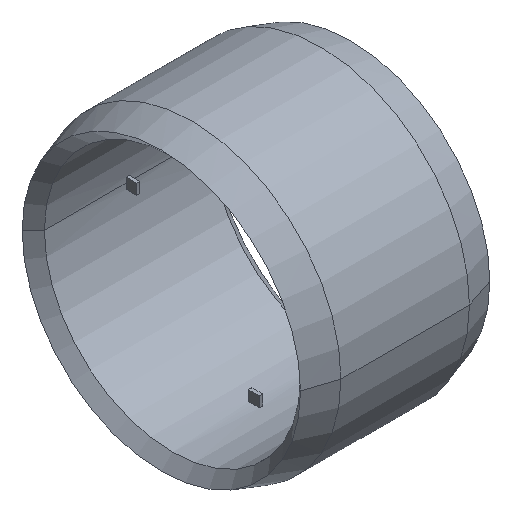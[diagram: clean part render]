
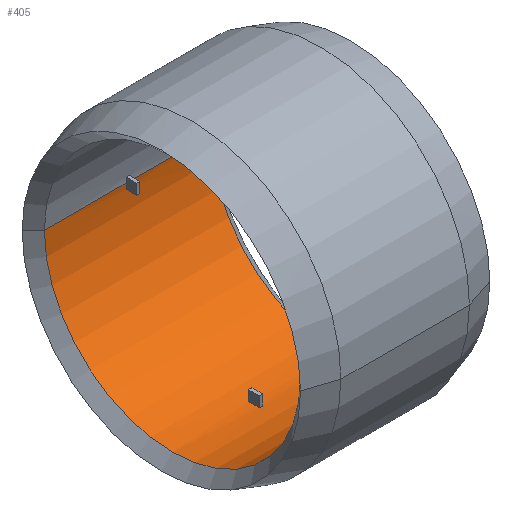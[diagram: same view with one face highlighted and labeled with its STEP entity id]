
A CAD part, isometric view. The second image highlights one B-rep face of the part: STEP entity #405.
In plain terms, the highlighted cylindrical face has radius 200 mm (diameter 400 mm), a partial arc.
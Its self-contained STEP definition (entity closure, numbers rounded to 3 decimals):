
#405 = ADVANCED_FACE( '', ( #1179, #1180 ), #1181, .F. );
#425 = VERTEX_POINT( '', #1202 );
#441 = EDGE_CURVE( '', #683, #811, #1219, .T. );
#485 = VERTEX_POINT( '', #1270 );
#487 = VERTEX_POINT( '', #1272 );
#543 = EDGE_CURVE( '', #877, #901, #1333, .T. );
#545 = EDGE_CURVE( '', #905, #971, #1335, .T. );
#555 = VERTEX_POINT( '', #1345 );
#567 = EDGE_CURVE( '', #487, #905, #1359, .T. );
#569 = EDGE_CURVE( '', #787, #485, #1361, .T. );
#587 = EDGE_CURVE( '', #913, #1069, #1380, .T. );
#639 = EDGE_CURVE( '', #1089, #971, #1443, .T. );
#683 = VERTEX_POINT( '', #1492 );
#689 = EDGE_CURVE( '', #877, #425, #1498, .T. );
#691 = EDGE_CURVE( '', #805, #487, #1500, .T. );
#763 = EDGE_CURVE( '', #901, #787, #1579, .T. );
#787 = VERTEX_POINT( '', #1606 );
#805 = VERTEX_POINT( '', #1628 );
#811 = VERTEX_POINT( '', #1635 );
#877 = VERTEX_POINT( '', #1709 );
#901 = VERTEX_POINT( '', #1734 );
#905 = VERTEX_POINT( '', #1738 );
#913 = VERTEX_POINT( '', #1748 );
#965 = VERTEX_POINT( '', #1805 );
#971 = VERTEX_POINT( '', #1811 );
#1021 = EDGE_CURVE( '', #811, #485, #1863, .T. );
#1069 = VERTEX_POINT( '', #1917 );
#1087 = EDGE_CURVE( '', #1089, #425, #1935, .T. );
#1089 = VERTEX_POINT( '', #1937 );
#1101 = EDGE_CURVE( '', #555, #913, #1949, .T. );
#1111 = EDGE_CURVE( '', #1069, #965, #1962, .T. );
#1141 = EDGE_CURVE( '', #965, #555, #2001, .T. );
#1147 = EDGE_CURVE( '', #805, #683, #2007, .T. );
#1179 = FACE_OUTER_BOUND( '', #2030, .T. );
#1180 = FACE_BOUND( '', #2031, .T. );
#1181 = CYLINDRICAL_SURFACE( '', #2032, 200. );
#1202 = CARTESIAN_POINT( '', ( -132.5, -200., 0. ) );
#1219 = CIRCLE( '', #2124, 200. );
#1270 = CARTESIAN_POINT( '', ( 0., -200., 0. ) );
#1272 = CARTESIAN_POINT( '', ( 0., 199.83, -8.25 ) );
#1333 = CIRCLE( '', #2388, 200. );
#1335 = CIRCLE( '', #2391, 200. );
#1345 = CARTESIAN_POINT( '', ( -5., -8.25, -199.83 ) );
#1359 = LINE( '', #2458, #2459 );
#1361 = CIRCLE( '', #2462, 200. );
#1380 = LINE( '', #2505, #2506 );
#1443 = LINE( '', #2579, #2580 );
#1492 = CARTESIAN_POINT( '', ( 128.5, 200., 0. ) );
#1498 = LINE( '', #2734, #2735 );
#1500 = CIRCLE( '', #2738, 200. );
#1579 = LINE( '', #2934, #2935 );
#1606 = CARTESIAN_POINT( '', ( 0., -199.83, -8.25 ) );
#1628 = CARTESIAN_POINT( '', ( 0., 200., 0. ) );
#1635 = CARTESIAN_POINT( '', ( 128.5, -200., 0. ) );
#1709 = CARTESIAN_POINT( '', ( -5., -200., 0. ) );
#1734 = CARTESIAN_POINT( '', ( -5., -199.83, -8.25 ) );
#1738 = CARTESIAN_POINT( '', ( -5., 199.83, -8.25 ) );
#1748 = CARTESIAN_POINT( '', ( -5., 8.25, -199.83 ) );
#1805 = CARTESIAN_POINT( '', ( 0., -8.25, -199.83 ) );
#1811 = CARTESIAN_POINT( '', ( -5., 200., 0. ) );
#1863 = LINE( '', #3433, #3434 );
#1917 = CARTESIAN_POINT( '', ( 0., 8.25, -199.83 ) );
#1935 = CIRCLE( '', #3713, 200. );
#1937 = CARTESIAN_POINT( '', ( -132.5, 200., 0. ) );
#1949 = CIRCLE( '', #3733, 200. );
#1962 = CIRCLE( '', #3747, 200. );
#2001 = LINE( '', #3794, #3795 );
#2007 = LINE( '', #3803, #3804 );
#2030 = EDGE_LOOP( '', ( #3838, #3839, #3840, #3841, #3842, #3843, #3844, #3845, #3846, #3847, #3848, #3849 ) );
#2031 = EDGE_LOOP( '', ( #3850, #3851, #3852, #3853 ) );
#2032 = AXIS2_PLACEMENT_3D( '', #3854, #3855, #3856 );
#2124 = AXIS2_PLACEMENT_3D( '', #3894, #3895, #3896 );
#2388 = AXIS2_PLACEMENT_3D( '', #4039, #4040, #4041 );
#2391 = AXIS2_PLACEMENT_3D( '', #4042, #4043, #4044 );
#2458 = CARTESIAN_POINT( '', ( -2.5, 199.83, -8.25 ) );
#2459 = VECTOR( '', #4071, 1. );
#2462 = AXIS2_PLACEMENT_3D( '', #4072, #4073, #4074 );
#2505 = CARTESIAN_POINT( '', ( -2.5, 8.25, -199.83 ) );
#2506 = VECTOR( '', #4093, 1. );
#2579 = CARTESIAN_POINT( '', ( -2., 200., 0. ) );
#2580 = VECTOR( '', #4186, 1. );
#2734 = CARTESIAN_POINT( '', ( -2., -200., 0. ) );
#2735 = VECTOR( '', #4227, 1. );
#2738 = AXIS2_PLACEMENT_3D( '', #4228, #4229, #4230 );
#2934 = CARTESIAN_POINT( '', ( -2.5, -199.83, -8.25 ) );
#2935 = VECTOR( '', #4312, 1. );
#3433 = CARTESIAN_POINT( '', ( -2., -200., 0. ) );
#3434 = VECTOR( '', #4627, 1. );
#3713 = AXIS2_PLACEMENT_3D( '', #4693, #4694, #4695 );
#3733 = AXIS2_PLACEMENT_3D( '', #4706, #4707, #4708 );
#3747 = AXIS2_PLACEMENT_3D( '', #4734, #4735, #4736 );
#3794 = CARTESIAN_POINT( '', ( -2.5, -8.25, -199.83 ) );
#3795 = VECTOR( '', #4825, 1. );
#3803 = CARTESIAN_POINT( '', ( -2., 200., 0. ) );
#3804 = VECTOR( '', #4829, 1. );
#3838 = ORIENTED_EDGE( '', *, *, #639, .F. );
#3839 = ORIENTED_EDGE( '', *, *, #1087, .T. );
#3840 = ORIENTED_EDGE( '', *, *, #689, .F. );
#3841 = ORIENTED_EDGE( '', *, *, #543, .T. );
#3842 = ORIENTED_EDGE( '', *, *, #763, .T. );
#3843 = ORIENTED_EDGE( '', *, *, #569, .T. );
#3844 = ORIENTED_EDGE( '', *, *, #1021, .F. );
#3845 = ORIENTED_EDGE( '', *, *, #441, .F. );
#3846 = ORIENTED_EDGE( '', *, *, #1147, .F. );
#3847 = ORIENTED_EDGE( '', *, *, #691, .T. );
#3848 = ORIENTED_EDGE( '', *, *, #567, .T. );
#3849 = ORIENTED_EDGE( '', *, *, #545, .T. );
#3850 = ORIENTED_EDGE( '', *, *, #587, .T. );
#3851 = ORIENTED_EDGE( '', *, *, #1111, .T. );
#3852 = ORIENTED_EDGE( '', *, *, #1141, .T. );
#3853 = ORIENTED_EDGE( '', *, *, #1101, .T. );
#3854 = CARTESIAN_POINT( '', ( -2., 0., 0. ) );
#3855 = DIRECTION( '', ( 1., 0., 0. ) );
#3856 = DIRECTION( '', ( 0., 1., 0. ) );
#3894 = CARTESIAN_POINT( '', ( 128.5, 0., 0. ) );
#3895 = DIRECTION( '', ( -1., 0., 0. ) );
#3896 = DIRECTION( '', ( 0., 1., 0. ) );
#4039 = CARTESIAN_POINT( '', ( -5., 0., 0. ) );
#4040 = DIRECTION( '', ( 1., 0., 0. ) );
#4041 = DIRECTION( '', ( 0., 1., 0. ) );
#4042 = CARTESIAN_POINT( '', ( -5., 0., 0. ) );
#4043 = DIRECTION( '', ( 1., 0., 0. ) );
#4044 = DIRECTION( '', ( 0., 1., 0. ) );
#4071 = DIRECTION( '', ( -1., 0., 0. ) );
#4072 = CARTESIAN_POINT( '', ( 0., 0., 0. ) );
#4073 = DIRECTION( '', ( -1., 0., 0. ) );
#4074 = DIRECTION( '', ( 0., 1., 0. ) );
#4093 = DIRECTION( '', ( 1., 0., 0. ) );
#4186 = DIRECTION( '', ( 1., 0., 0. ) );
#4227 = DIRECTION( '', ( -1., 0., 0. ) );
#4228 = CARTESIAN_POINT( '', ( 0., 0., 0. ) );
#4229 = DIRECTION( '', ( -1., 0., 0. ) );
#4230 = DIRECTION( '', ( 0., 1., 0. ) );
#4312 = DIRECTION( '', ( 1., 0., 0. ) );
#4627 = DIRECTION( '', ( -1., 0., 0. ) );
#4693 = CARTESIAN_POINT( '', ( -132.5, 0., 0. ) );
#4694 = DIRECTION( '', ( -1., 0., 0. ) );
#4695 = DIRECTION( '', ( 0., 1., 0. ) );
#4706 = CARTESIAN_POINT( '', ( -5., 0., 0. ) );
#4707 = DIRECTION( '', ( 1., 0., 0. ) );
#4708 = DIRECTION( '', ( 0., 1., 0. ) );
#4734 = CARTESIAN_POINT( '', ( 0., 0., 0. ) );
#4735 = DIRECTION( '', ( -1., 0., 0. ) );
#4736 = DIRECTION( '', ( 0., 1., 0. ) );
#4825 = DIRECTION( '', ( -1., 0., 0. ) );
#4829 = DIRECTION( '', ( 1., 0., 0. ) );
